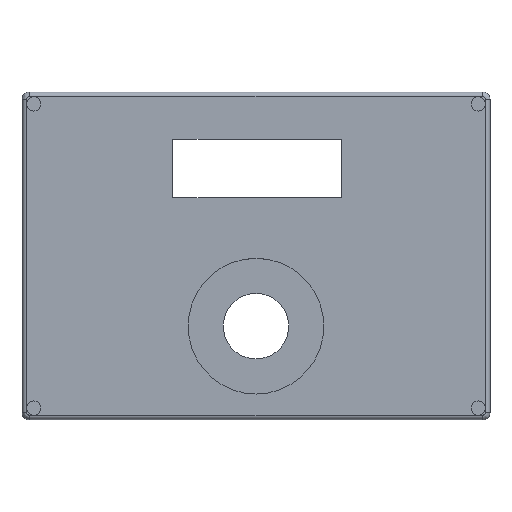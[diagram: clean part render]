
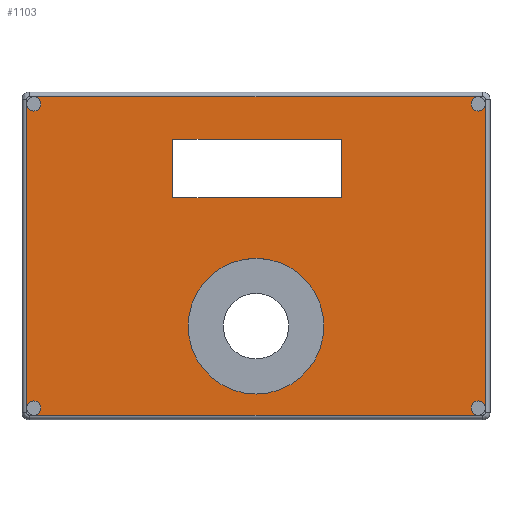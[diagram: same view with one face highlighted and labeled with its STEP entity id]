
A CAD part, top view. The second image highlights one B-rep face of the part: STEP entity #1103.
In plain terms, the highlighted face is planar.
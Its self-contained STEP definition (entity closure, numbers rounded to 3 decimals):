
#19=FACE_BOUND('',#162,.T.);
#20=FACE_BOUND('',#163,.T.);
#38=PLANE('',#1206);
#93=FACE_OUTER_BOUND('',#161,.T.);
#161=EDGE_LOOP('',(#829,#830,#831,#832,#833,#834,#835,#836,#837,#838));
#162=EDGE_LOOP('',(#839));
#163=EDGE_LOOP('',(#840,#841,#842,#843));
#246=CIRCLE('',#1198,3.05);
#248=CIRCLE('',#1200,3.05);
#251=CIRCLE('',#1207,3.05);
#252=CIRCLE('',#1208,3.05);
#253=CIRCLE('',#1209,3.05);
#254=CIRCLE('',#1210,3.05);
#255=CIRCLE('',#1211,29.);
#288=LINE('',#1669,#380);
#292=LINE('',#1707,#384);
#296=LINE('',#1745,#388);
#300=LINE('',#1783,#392);
#309=LINE('',#1836,#401);
#310=LINE('',#1838,#402);
#311=LINE('',#1840,#403);
#312=LINE('',#1841,#404);
#380=VECTOR('',#1306,10.);
#384=VECTOR('',#1320,10.);
#388=VECTOR('',#1334,10.);
#392=VECTOR('',#1348,10.);
#401=VECTOR('',#1405,10.);
#402=VECTOR('',#1406,10.);
#403=VECTOR('',#1407,10.);
#404=VECTOR('',#1408,10.);
#479=VERTEX_POINT('',#1638);
#488=VERTEX_POINT('',#1664);
#491=VERTEX_POINT('',#1685);
#496=VERTEX_POINT('',#1700);
#499=VERTEX_POINT('',#1723);
#504=VERTEX_POINT('',#1738);
#507=VERTEX_POINT('',#1761);
#512=VERTEX_POINT('',#1776);
#518=VERTEX_POINT('',#1815);
#520=VERTEX_POINT('',#1827);
#521=VERTEX_POINT('',#1832);
#522=VERTEX_POINT('',#1834);
#523=VERTEX_POINT('',#1835);
#524=VERTEX_POINT('',#1837);
#525=VERTEX_POINT('',#1839);
#592=EDGE_CURVE('',#488,#479,#288,.T.);
#602=EDGE_CURVE('',#496,#491,#292,.T.);
#612=EDGE_CURVE('',#504,#499,#296,.T.);
#622=EDGE_CURVE('',#512,#507,#300,.T.);
#635=EDGE_CURVE('',#518,#507,#246,.T.);
#638=EDGE_CURVE('',#504,#518,#248,.T.);
#641=EDGE_CURVE('',#496,#520,#251,.T.);
#642=EDGE_CURVE('',#520,#499,#252,.T.);
#643=EDGE_CURVE('',#512,#479,#253,.T.);
#644=EDGE_CURVE('',#488,#491,#254,.T.);
#645=EDGE_CURVE('',#521,#521,#255,.T.);
#646=EDGE_CURVE('',#522,#523,#309,.T.);
#647=EDGE_CURVE('',#524,#523,#310,.T.);
#648=EDGE_CURVE('',#524,#525,#311,.T.);
#649=EDGE_CURVE('',#522,#525,#312,.T.);
#829=ORIENTED_EDGE('',*,*,#602,.F.);
#830=ORIENTED_EDGE('',*,*,#641,.T.);
#831=ORIENTED_EDGE('',*,*,#642,.T.);
#832=ORIENTED_EDGE('',*,*,#612,.F.);
#833=ORIENTED_EDGE('',*,*,#638,.T.);
#834=ORIENTED_EDGE('',*,*,#635,.T.);
#835=ORIENTED_EDGE('',*,*,#622,.F.);
#836=ORIENTED_EDGE('',*,*,#643,.T.);
#837=ORIENTED_EDGE('',*,*,#592,.F.);
#838=ORIENTED_EDGE('',*,*,#644,.T.);
#839=ORIENTED_EDGE('',*,*,#645,.T.);
#840=ORIENTED_EDGE('',*,*,#646,.T.);
#841=ORIENTED_EDGE('',*,*,#647,.F.);
#842=ORIENTED_EDGE('',*,*,#648,.T.);
#843=ORIENTED_EDGE('',*,*,#649,.F.);
#1103=ADVANCED_FACE('',(#93,#19,#20),#38,.F.);
#1198=AXIS2_PLACEMENT_3D('',#1816,#1376,#1377);
#1200=AXIS2_PLACEMENT_3D('',#1820,#1381,#1382);
#1206=AXIS2_PLACEMENT_3D('',#1826,#1393,#1394);
#1207=AXIS2_PLACEMENT_3D('',#1828,#1395,#1396);
#1208=AXIS2_PLACEMENT_3D('',#1829,#1397,#1398);
#1209=AXIS2_PLACEMENT_3D('',#1830,#1399,#1400);
#1210=AXIS2_PLACEMENT_3D('',#1831,#1401,#1402);
#1211=AXIS2_PLACEMENT_3D('',#1833,#1403,#1404);
#1306=DIRECTION('',(1.,0.,0.));
#1320=DIRECTION('',(0.,-1.,0.));
#1334=DIRECTION('',(-1.,0.,0.));
#1348=DIRECTION('',(0.,1.,0.));
#1376=DIRECTION('center_axis',(0.,0.,
1.));
#1377=DIRECTION('ref_axis',(0.,1.,0.));
#1381=DIRECTION('center_axis',(0.,0.,
1.));
#1382=DIRECTION('ref_axis',(0.,1.,0.));
#1393=DIRECTION('center_axis',(0.,0.,
1.));
#1394=DIRECTION('ref_axis',(-1.,0.,0.));
#1395=DIRECTION('center_axis',(0.,0.,
1.));
#1396=DIRECTION('ref_axis',(0.,1.,0.));
#1397=DIRECTION('center_axis',(0.,0.,
1.));
#1398=DIRECTION('ref_axis',(0.,1.,0.));
#1399=DIRECTION('center_axis',(0.,0.,
1.));
#1400=DIRECTION('ref_axis',(0.,1.,0.));
#1401=DIRECTION('center_axis',(0.,0.,
1.));
#1402=DIRECTION('ref_axis',(0.,1.,0.));
#1403=DIRECTION('center_axis',(0.,0.,
1.));
#1404=DIRECTION('ref_axis',(0.,-1.,0.));
#1405=DIRECTION('',(1.,0.,0.));
#1406=DIRECTION('',(0.,-1.,0.));
#1407=DIRECTION('',(-1.,0.,0.));
#1408=DIRECTION('',(0.,1.,0.));
#1638=CARTESIAN_POINT('',(194.912,-254.5,-5.));
#1664=CARTESIAN_POINT('',(66.012,-254.5,-5.));
#1669=CARTESIAN_POINT('',(146.731,-254.5,-5.));
#1685=CARTESIAN_POINT('',(62.462,-250.95,-5.));
#1700=CARTESIAN_POINT('',(62.462,-62.05,-5.));
#1707=CARTESIAN_POINT('',(62.462,-176.5,-5.));
#1723=CARTESIAN_POINT('',(66.012,-58.5,-5.));
#1738=CARTESIAN_POINT('',(194.912,-58.5,-5.));
#1745=CARTESIAN_POINT('',(106.731,-58.5,-5.));
#1761=CARTESIAN_POINT('',(198.462,-62.05,-5.));
#1776=CARTESIAN_POINT('',(198.462,-250.95,-5.));
#1783=CARTESIAN_POINT('',(198.462,-136.5,-5.));
#1815=CARTESIAN_POINT('',(195.462,-64.55,-5.));
#1816=CARTESIAN_POINT('Origin',(195.462,-61.5,-5.));
#1820=CARTESIAN_POINT('Origin',(195.462,-61.5,-5.));
#1826=CARTESIAN_POINT('Origin',(93.,-156.5,-5.));
#1827=CARTESIAN_POINT('',(65.462,-64.55,-5.));
#1828=CARTESIAN_POINT('Origin',(65.462,-61.5,-5.));
#1829=CARTESIAN_POINT('Origin',(65.462,-61.5,-5.));
#1830=CARTESIAN_POINT('Origin',(195.462,-251.5,-5.));
#1831=CARTESIAN_POINT('Origin',(65.462,-251.5,-5.));
#1832=CARTESIAN_POINT('',(160.462,-127.5,-5.));
#1833=CARTESIAN_POINT('Origin',(160.462,-156.5,-5.));
#1834=CARTESIAN_POINT('',(80.5,-193.,-5.));
#1835=CARTESIAN_POINT('',(105.5,-193.,-5.));
#1836=CARTESIAN_POINT('',(87.,-193.,-5.));
#1837=CARTESIAN_POINT('',(105.5,-121.,-5.));
#1838=CARTESIAN_POINT('',(105.5,-174.25,-5.));
#1839=CARTESIAN_POINT('',(80.5,-121.,-5.));
#1840=CARTESIAN_POINT('',(87.,-121.,-5.));
#1841=CARTESIAN_POINT('',(80.5,-174.25,-5.));
